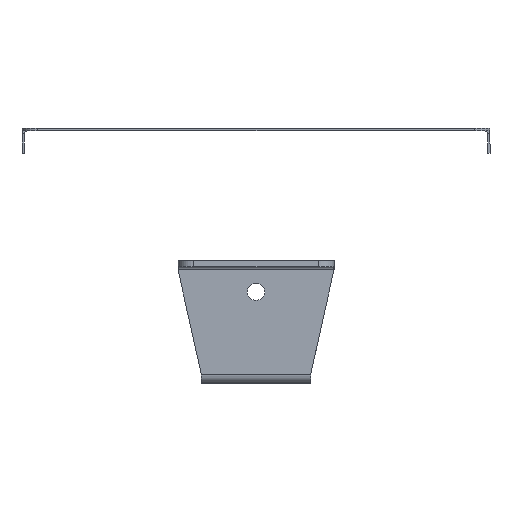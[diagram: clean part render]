
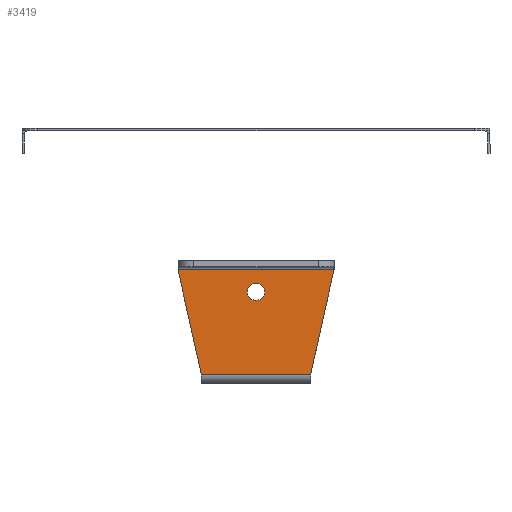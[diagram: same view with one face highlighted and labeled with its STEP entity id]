
A CAD part, left-side view. The second image highlights one B-rep face of the part: STEP entity #3419.
In plain terms, the highlighted planar face has unit normal (-1, 0, 0).
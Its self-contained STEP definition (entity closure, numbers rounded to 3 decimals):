
#64 = DIRECTION ( 'NONE',  ( -1., 0., 0. ) ) ;
#297 = LINE ( 'NONE', #658, #2882 ) ;
#357 = ORIENTED_EDGE ( 'NONE', *, *, #5001, .F. ) ;
#658 = CARTESIAN_POINT ( 'NONE',  ( -2., 25.64, -0.143 ) ) ;
#731 = CARTESIAN_POINT ( 'NONE',  ( -2., 17.5, -36.5 ) ) ;
#798 = VECTOR ( 'NONE', #4506, 1000. ) ;
#879 = CARTESIAN_POINT ( 'NONE',  ( -2., -23.253, -10.803 ) ) ;
#883 = EDGE_CURVE ( 'NONE', #3845, #4292, #2143, .T. ) ;
#996 = PLANE ( 'NONE',  #1746 ) ;
#1085 = VERTEX_POINT ( 'NONE', #3689 ) ;
#1192 = CARTESIAN_POINT ( 'NONE',  ( -2., 0., -12.75 ) ) ;
#1203 = ORIENTED_EDGE ( 'NONE', *, *, #5759, .F. ) ;
#1226 = CIRCLE ( 'NONE', #3524, 2.75 ) ;
#1247 = CARTESIAN_POINT ( 'NONE',  ( -2., -17.5, -36.5 ) ) ;
#1323 = ORIENTED_EDGE ( 'NONE', *, *, #4298, .F. ) ;
#1479 = DIRECTION ( 'NONE',  ( 0., -1., 0. ) ) ;
#1559 = VERTEX_POINT ( 'NONE', #5108 ) ;
#1699 = DIRECTION ( 'NONE',  ( 0., -1., 0. ) ) ;
#1746 = AXIS2_PLACEMENT_3D ( 'NONE', #4159, #64, #3710 ) ;
#1753 = EDGE_LOOP ( 'NONE', ( #5812, #1323 ) ) ;
#1895 = DIRECTION ( 'NONE',  ( -1., 0., 0. ) ) ;
#2143 = LINE ( 'NONE', #5801, #4690 ) ;
#2258 = VERTEX_POINT ( 'NONE', #5123 ) ;
#2716 = CARTESIAN_POINT ( 'NONE',  ( -2., 0., -10. ) ) ;
#2739 = EDGE_CURVE ( 'NONE', #1085, #2258, #5913, .T. ) ;
#2882 = VECTOR ( 'NONE', #5680, 1000. ) ;
#3151 = FACE_BOUND ( 'NONE', #1753, .T. ) ;
#3198 = DIRECTION ( 'NONE',  ( -1., 0., 0. ) ) ;
#3238 = CARTESIAN_POINT ( 'NONE',  ( -2., 25., -3. ) ) ;
#3419 = ADVANCED_FACE ( 'NONE', ( #3151, #4958 ), #996, .T. ) ;
#3524 = AXIS2_PLACEMENT_3D ( 'NONE', #4554, #1895, #5518 ) ;
#3689 = CARTESIAN_POINT ( 'NONE',  ( -2., 25., -3. ) ) ;
#3710 = DIRECTION ( 'NONE',  ( 0., 0., 1. ) ) ;
#3845 = VERTEX_POINT ( 'NONE', #731 ) ;
#4009 = ORIENTED_EDGE ( 'NONE', *, *, #2739, .F. ) ;
#4159 = CARTESIAN_POINT ( 'NONE',  ( -2., 25., 0. ) ) ;
#4269 = AXIS2_PLACEMENT_3D ( 'NONE', #2716, #3198, #4999 ) ;
#4292 = VERTEX_POINT ( 'NONE', #1247 ) ;
#4298 = EDGE_CURVE ( 'NONE', #1559, #5479, #1226, .T. ) ;
#4324 = EDGE_LOOP ( 'NONE', ( #5792, #1203, #4009, #357 ) ) ;
#4373 = EDGE_CURVE ( 'NONE', #5479, #1559, #4467, .T. ) ;
#4467 = CIRCLE ( 'NONE', #4269, 2.75 ) ;
#4506 = DIRECTION ( 'NONE',  ( 0., 0.218, -0.976 ) ) ;
#4554 = CARTESIAN_POINT ( 'NONE',  ( -2., 0., -10. ) ) ;
#4690 = VECTOR ( 'NONE', #1699, 1000. ) ;
#4958 = FACE_OUTER_BOUND ( 'NONE', #4324, .T. ) ;
#4999 = DIRECTION ( 'NONE',  ( 0., 0., 1. ) ) ;
#5001 = EDGE_CURVE ( 'NONE', #3845, #1085, #297, .T. ) ;
#5108 = CARTESIAN_POINT ( 'NONE',  ( -2., 0., -7.25 ) ) ;
#5123 = CARTESIAN_POINT ( 'NONE',  ( -2., -25., -3. ) ) ;
#5479 = VERTEX_POINT ( 'NONE', #1192 ) ;
#5518 = DIRECTION ( 'NONE',  ( 0., 0., 1. ) ) ;
#5540 = VECTOR ( 'NONE', #1479, 1000. ) ;
#5680 = DIRECTION ( 'NONE',  ( 0., 0.218, 0.976 ) ) ;
#5759 = EDGE_CURVE ( 'NONE', #2258, #4292, #5799, .T. ) ;
#5792 = ORIENTED_EDGE ( 'NONE', *, *, #883, .T. ) ;
#5799 = LINE ( 'NONE', #879, #798 ) ;
#5801 = CARTESIAN_POINT ( 'NONE',  ( -2., 25., -36.5 ) ) ;
#5812 = ORIENTED_EDGE ( 'NONE', *, *, #4373, .F. ) ;
#5913 = LINE ( 'NONE', #3238, #5540 ) ;
